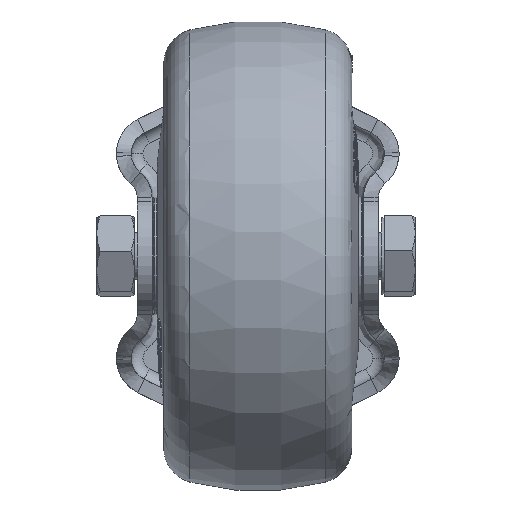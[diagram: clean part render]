
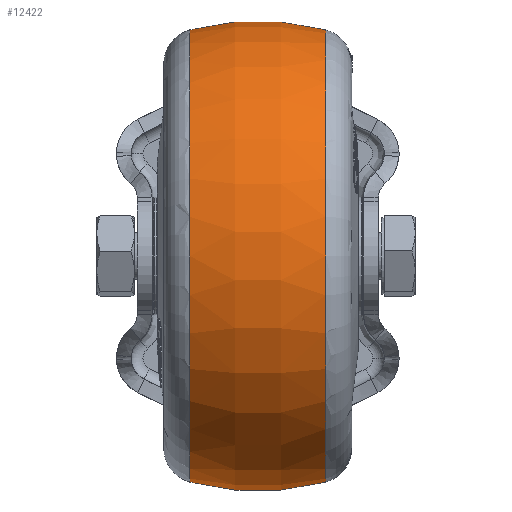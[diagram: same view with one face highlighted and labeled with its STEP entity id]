
A CAD part, front view. The second image highlights one B-rep face of the part: STEP entity #12422.
In plain terms, the highlighted toroidal (fillet/blend) face has major radius 5 mm and minor radius 45 mm.
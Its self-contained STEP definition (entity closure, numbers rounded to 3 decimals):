
#3770 = DIRECTION ( 'NONE',  ( 0., -1., 0. ) ) ;
#4218 = ORIENTED_EDGE ( 'NONE', *, *, #103611, .T. ) ;
#7352 = CARTESIAN_POINT ( 'NONE',  ( 11.538, 0., -38.496 ) ) ;
#9150 = VERTEX_POINT ( 'NONE', #100537 ) ;
#12422 = ADVANCED_FACE ( 'NONE', ( #12466 ), #50013, .T. ) ;
#12466 = FACE_OUTER_BOUND ( 'NONE', #22877, .T. ) ;
#17222 = DIRECTION ( 'NONE',  ( -1., 0., 0. ) ) ;
#19034 = ORIENTED_EDGE ( 'NONE', *, *, #20507, .T. ) ;
#20507 = EDGE_CURVE ( 'NONE', #9150, #46620, #65490, .T. ) ;
#22877 = EDGE_LOOP ( 'NONE', ( #100826, #19034, #62905, #4218 ) ) ;
#28711 = CIRCLE ( 'NONE', #102983, 45. ) ;
#29947 = DIRECTION ( 'NONE',  ( 0., 1., 0. ) ) ;
#35655 = AXIS2_PLACEMENT_3D ( 'NONE', #55258, #3770, #63834 ) ;
#37427 = DIRECTION ( 'NONE',  ( 1., 0., 0. ) ) ;
#45399 = CARTESIAN_POINT ( 'NONE',  ( -11.538, 0., 0. ) ) ;
#46620 = VERTEX_POINT ( 'NONE', #67808 ) ;
#50013 = TOROIDAL_SURFACE ( 'NONE', #93423, -5., 45. ) ;
#54089 = DIRECTION ( 'NONE',  ( 0., 0., -1. ) ) ;
#54307 = AXIS2_PLACEMENT_3D ( 'NONE', #68665, #17222, #77336 ) ;
#55258 = CARTESIAN_POINT ( 'NONE',  ( 0., 0., 5. ) ) ;
#62905 = ORIENTED_EDGE ( 'NONE', *, *, #98394, .T. ) ;
#63834 = DIRECTION ( 'NONE',  ( 0., 0., -1. ) ) ;
#65490 = CIRCLE ( 'NONE', #78454, 38.496 ) ;
#67808 = CARTESIAN_POINT ( 'NONE',  ( -11.538, 0., -38.496 ) ) ;
#68665 = CARTESIAN_POINT ( 'NONE',  ( 11.538, 0., 0. ) ) ;
#68699 = CARTESIAN_POINT ( 'NONE',  ( 11.538, 0., 38.496 ) ) ;
#77336 = DIRECTION ( 'NONE',  ( 0., 0., 1. ) ) ;
#77430 = VERTEX_POINT ( 'NONE', #68699 ) ;
#78338 = CIRCLE ( 'NONE', #35655, 45. ) ;
#78454 = AXIS2_PLACEMENT_3D ( 'NONE', #45399, #105391, #54089 ) ;
#79018 = EDGE_CURVE ( 'NONE', #9150, #77430, #28711, .T. ) ;
#79180 = VERTEX_POINT ( 'NONE', #7352 ) ;
#80748 = CIRCLE ( 'NONE', #54307, 38.496 ) ;
#81377 = CARTESIAN_POINT ( 'NONE',  ( 0., 0., -5. ) ) ;
#89951 = DIRECTION ( 'NONE',  ( 0., 0., 1. ) ) ;
#93423 = AXIS2_PLACEMENT_3D ( 'NONE', #104916, #37427, #97415 ) ;
#97415 = DIRECTION ( 'NONE',  ( 0., 0., -1. ) ) ;
#98394 = EDGE_CURVE ( 'NONE', #46620, #79180, #78338, .T. ) ;
#100537 = CARTESIAN_POINT ( 'NONE',  ( -11.538, 0., 38.496 ) ) ;
#100826 = ORIENTED_EDGE ( 'NONE', *, *, #79018, .F. ) ;
#102983 = AXIS2_PLACEMENT_3D ( 'NONE', #81377, #29947, #89951 ) ;
#103611 = EDGE_CURVE ( 'NONE', #79180, #77430, #80748, .T. ) ;
#104916 = CARTESIAN_POINT ( 'NONE',  ( 0., 0., 0. ) ) ;
#105391 = DIRECTION ( 'NONE',  ( 1., 0., 0. ) ) ;
